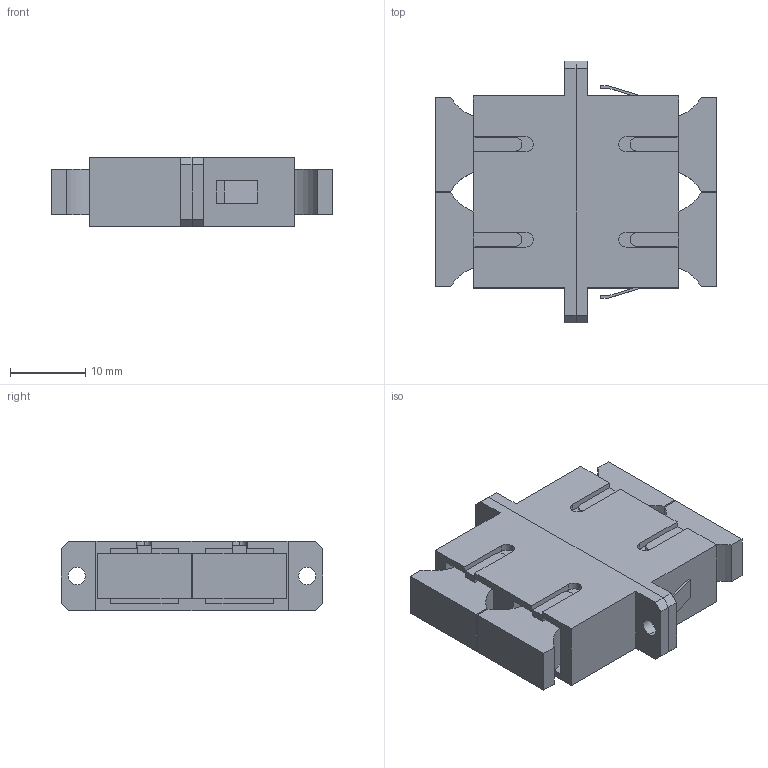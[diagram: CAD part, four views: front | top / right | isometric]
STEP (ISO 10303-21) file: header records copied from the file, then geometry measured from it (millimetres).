
FILE_DESCRIPTION (( 'STEP AP203' ), '1' );
FILE_NAME ('FC1-SCUSCU2C-SM ITK Ïðîõîäíîé àäàïòåð SC-SC, (SM_MM), UPC, (Duplex).STEP', '2017-09-13T10:57:42', ( '' ), ( '' ), 'SwSTEP 2.0', 'SolidWorks 2014', '' );
FILE_SCHEMA (( 'CONFIG_CONTROL_DESIGN' ));
Length unit declared in the file: millimetre
Products named in the file (2): FC1-SCUSCU2C-SM ITK Ïðîõîäíîé àäàïòåð SC-SC, (SM_MM), UPC, (Duplex)
Bounding box: 37.4 x 34.9 x 9.3 mm (x, y, z)
Volume: 6193.3 mm3; surface area: 8402.5 mm2
Topology: 10 solids, 10 shells, 296 faces, 766 edges, 508 vertices
Faces by surface type: plane 202, cylinder 86, cone 8
Entity records: 9207 total; most frequent: CARTESIAN_POINT 1572, DIRECTION 1558, ORIENTED_EDGE 1532, EDGE_CURVE 766, VECTOR 570, LINE 570, VERTEX_POINT 508, AXIS2_PLACEMENT_3D 494
